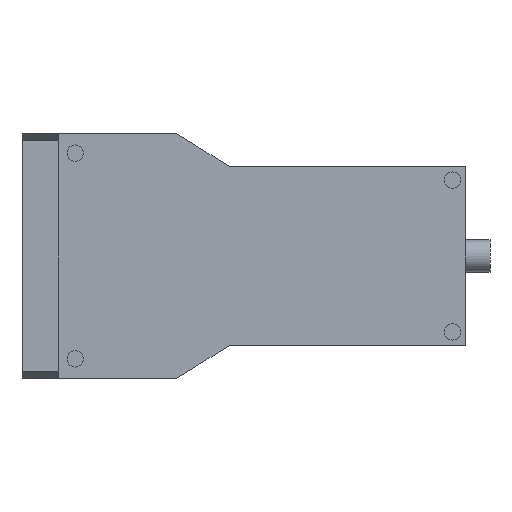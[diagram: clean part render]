
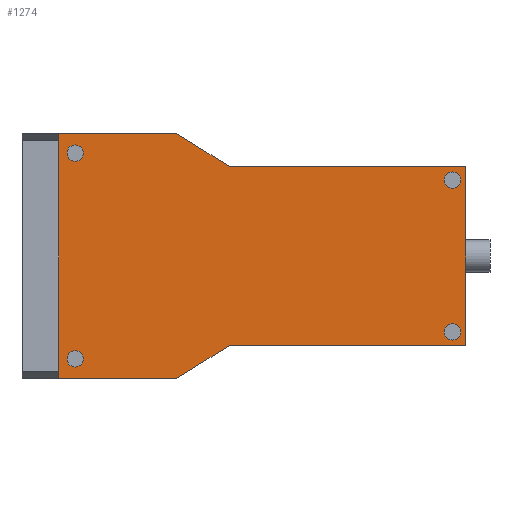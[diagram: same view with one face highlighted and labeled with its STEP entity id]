
A CAD part, front view. The second image highlights one B-rep face of the part: STEP entity #1274.
In plain terms, the highlighted planar face has unit normal (0, -1, 0).
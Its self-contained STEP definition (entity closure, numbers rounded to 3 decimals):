
#1011=CARTESIAN_POINT('',(105.0,0.,20.5));
#1012=VERTEX_POINT('',#1011);
#1019=CARTESIAN_POINT('',(72.0,0.,0.));
#1020=VERTEX_POINT('',#1019);
#1021=CARTESIAN_POINT('',(105.0,0.,20.5));
#1022=DIRECTION('',(-0.849,0.,-0.528));
#1023=VECTOR('',#1022,38.849);
#1024=LINE('',#1021,#1023);
#1025=EDGE_CURVE('',#1012,#1020,#1024,.T.);
#1041=CARTESIAN_POINT('',(249.0,0.,20.5));
#1042=VERTEX_POINT('',#1041);
#1049=CARTESIAN_POINT('',(249.0,0.,20.5));
#1050=DIRECTION('',(-1.0,0.0,0.0));
#1051=VECTOR('',#1050,144.0);
#1052=LINE('',#1049,#1051);
#1053=EDGE_CURVE('',#1042,#1012,#1052,.T.);
#1072=CARTESIAN_POINT('',(249.0,0.,129.5));
#1073=VERTEX_POINT('',#1072);
#1080=CARTESIAN_POINT('',(249.0,0.,129.5));
#1081=DIRECTION('',(0.0,0.0,-1.0));
#1082=VECTOR('',#1081,109.0);
#1083=LINE('',#1080,#1082);
#1084=EDGE_CURVE('',#1073,#1042,#1083,.T.);
#1104=CARTESIAN_POINT('',(105.0,0.,129.5));
#1105=VERTEX_POINT('',#1104);
#1112=CARTESIAN_POINT('',(105.0,0.,129.5));
#1113=DIRECTION('',(1.0,0.0,0.0));
#1114=VECTOR('',#1113,144.0);
#1115=LINE('',#1112,#1114);
#1116=EDGE_CURVE('',#1105,#1073,#1115,.T.);
#1176=CARTESIAN_POINT('',(72.0,0.,150.0));
#1177=VERTEX_POINT('',#1176);
#1184=CARTESIAN_POINT('',(72.0,0.,150.0));
#1185=DIRECTION('',(0.849,0.,-0.528));
#1186=VECTOR('',#1185,38.849);
#1187=LINE('',#1184,#1186);
#1188=EDGE_CURVE('',#1177,#1105,#1187,.T.);
#1200=CARTESIAN_POINT('',(0.0,0.,150.0));
#1201=VERTEX_POINT('',#1200);
#1208=CARTESIAN_POINT('',(0.0,0.,150.0));
#1209=DIRECTION('',(1.0,0.0,0.0));
#1210=VECTOR('',#1209,72.0);
#1211=LINE('',#1208,#1210);
#1212=EDGE_CURVE('',#1201,#1177,#1211,.T.);
#1224=CARTESIAN_POINT('',(0.0,0.,0.));
#1225=VERTEX_POINT('',#1224);
#1232=CARTESIAN_POINT('',(0.0,0.,0.));
#1233=DIRECTION('',(0.0,0.0,1.0));
#1234=VECTOR('',#1233,150.0);
#1235=LINE('',#1232,#1234);
#1236=EDGE_CURVE('',#1225,#1201,#1235,.T.);
#1249=CARTESIAN_POINT('',(72.0,0.,0.));
#1250=DIRECTION('',(-1.0,0.0,0.0));
#1251=VECTOR('',#1250,72.0);
#1252=LINE('',#1249,#1251);
#1253=EDGE_CURVE('',#1020,#1225,#1252,.T.);
#1259=CARTESIAN_POINT('',(117.312,0.,75.));
#1260=DIRECTION('',(0.0,1.0,0.0));
#1261=DIRECTION('',(0.0,0.0,1.0));
#1262=AXIS2_PLACEMENT_3D('',#1259,#1260,#1261);
#1263=PLANE('',#1262);
#1264=ORIENTED_EDGE('',*,*,#1025,.F.);
#1265=ORIENTED_EDGE('',*,*,#1053,.F.);
#1266=ORIENTED_EDGE('',*,*,#1084,.F.);
#1267=ORIENTED_EDGE('',*,*,#1116,.F.);
#1268=ORIENTED_EDGE('',*,*,#1188,.F.);
#1269=ORIENTED_EDGE('',*,*,#1212,.F.);
#1270=ORIENTED_EDGE('',*,*,#1236,.F.);
#1271=ORIENTED_EDGE('',*,*,#1253,.F.);
#1272=EDGE_LOOP('',(#1264,#1265,#1266,#1267,#1268,#1269,#1270,#1271));
#1273=FACE_OUTER_BOUND('',#1272,.T.);
#1274=ADVANCED_FACE('',(#1273),#1263,.F.);
